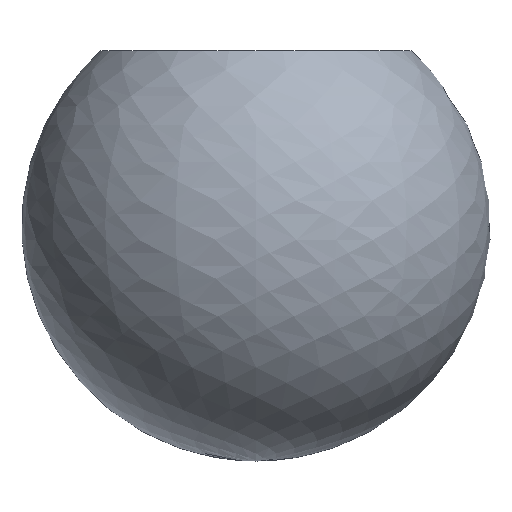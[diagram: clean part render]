
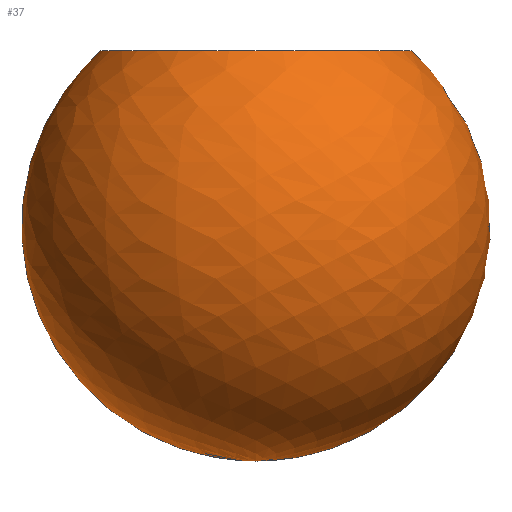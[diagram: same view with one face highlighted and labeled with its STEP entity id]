
A CAD part, front view. The second image highlights one B-rep face of the part: STEP entity #37.
In plain terms, the highlighted face is a revolution surface.
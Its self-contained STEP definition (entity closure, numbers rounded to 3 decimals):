
#37=ADVANCED_FACE('',(#43,#44),#39,.F.);
#39=SURFACE_OF_REVOLUTION('',#41,#40);
#40=AXIS1_PLACEMENT('',#153,#105);
#41=B_SPLINE_CURVE_WITH_KNOTS('',3,(#134,#135,#136,#137,#138,#139,#140,
#141,#142,#143,#144,#145,#146,#147,#148,#149,#150,#151,#152),
 .UNSPECIFIED.,.F.,.F.,(4,1,1,1,1,1,1,1,1,1,1,1,1,1,1,1,4),(0.,0.062,
0.125,0.188,0.25,0.313,0.375,0.438,0.5,0.563,0.625,0.688,0.75,0.813,
0.875,0.938,1.),.UNSPECIFIED.);
#42=VERTEX_LOOP('',#50);
#43=FACE_BOUND('',#45,.T.);
#44=FACE_BOUND('',#42,.T.);
#45=EDGE_LOOP('',(#47));
#47=ORIENTED_EDGE('',*,*,#51,.T.);
#49=VERTEX_POINT('',#132);
#50=VERTEX_POINT('',#133);
#51=EDGE_CURVE('',#49,#49,#52,.T.);
#52=CIRCLE('',#93,2.645);
#93=AXIS2_PLACEMENT_3D('',#131,#103,#104);
#103=DIRECTION('',(0.,0.,-1.));
#104=DIRECTION('',(-1.,0.,0.));
#105=DIRECTION('',(0.,0.,-1.));
#131=CARTESIAN_POINT('',(0.,0.,0.));
#132=CARTESIAN_POINT('',(-2.645,0.,0.));
#133=CARTESIAN_POINT('',(0.,0.,-6.991));
#134=CARTESIAN_POINT('',(0.,0.,-6.991));
#135=CARTESIAN_POINT('',(-0.201,0.,-6.991));
#136=CARTESIAN_POINT('',(-0.604,0.,-6.961));
#137=CARTESIAN_POINT('',(-1.194,0.,-6.824));
#138=CARTESIAN_POINT('',(-1.757,0.,-6.601));
#139=CARTESIAN_POINT('',(-2.28,0.,-6.295));
#140=CARTESIAN_POINT('',(-2.751,0.,-5.914));
#141=CARTESIAN_POINT('',(-3.159,0.,-5.467));
#142=CARTESIAN_POINT('',(-3.495,0.,-4.963));
#143=CARTESIAN_POINT('',(-3.752,0.,-4.415));
#144=CARTESIAN_POINT('',(-3.923,0.,-3.834));
#145=CARTESIAN_POINT('',(-4.004,0.,-3.233));
#146=CARTESIAN_POINT('',(-3.994,0.,-2.628));
#147=CARTESIAN_POINT('',(-3.894,0.,-2.031));
#148=CARTESIAN_POINT('',(-3.704,0.,-1.455));
#149=CARTESIAN_POINT('',(-3.43,0.,-0.915));
#150=CARTESIAN_POINT('',(-3.078,0.,-0.423));
#151=CARTESIAN_POINT('',(-2.796,0.,-0.133));
#152=CARTESIAN_POINT('',(-2.645,0.,0.));
#153=CARTESIAN_POINT('',(0.,0.,0.));
